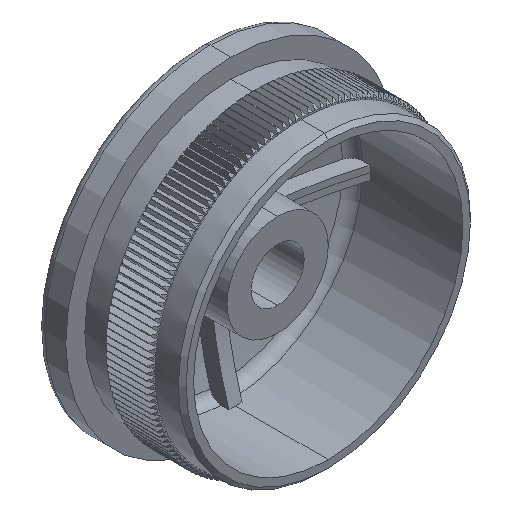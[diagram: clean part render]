
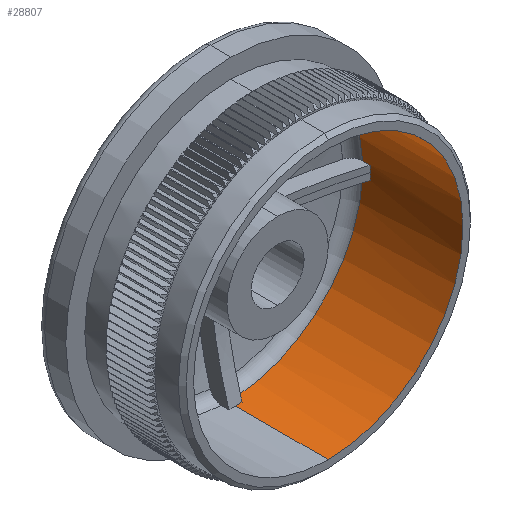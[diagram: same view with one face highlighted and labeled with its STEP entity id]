
A CAD part, isometric view. The second image highlights one B-rep face of the part: STEP entity #28807.
In plain terms, the highlighted cylindrical face has radius 17.3 mm (diameter 34.6 mm), a partial arc.
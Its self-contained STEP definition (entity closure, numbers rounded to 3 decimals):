
#456 = VERTEX_POINT ( 'NONE', #7658 ) ;
#1027 = EDGE_CURVE ( 'NONE', #6693, #8910, #44867, .T. ) ;
#1610 = CIRCLE ( 'NONE', #6108, 17.3 ) ;
#1617 = AXIS2_PLACEMENT_3D ( 'NONE', #7063, #24292, #24736 ) ;
#1770 = AXIS2_PLACEMENT_3D ( 'NONE', #4450, #42536, #42976 ) ;
#2005 = CARTESIAN_POINT ( 'NONE',  ( 0., 0., -17.3 ) ) ;
#2542 = DIRECTION ( 'NONE',  ( 0., -1., 0. ) ) ;
#3381 = VERTEX_POINT ( 'NONE', #10648 ) ;
#3516 = ORIENTED_EDGE ( 'NONE', *, *, #22396, .F. ) ;
#3745 = CARTESIAN_POINT ( 'NONE',  ( 17.279, 19.501, 0.85 ) ) ;
#4205 = CARTESIAN_POINT ( 'NONE',  ( 0., 0., 17.3 ) ) ;
#4450 = CARTESIAN_POINT ( 'NONE',  ( 0., 11.917, 0. ) ) ;
#4686 = CARTESIAN_POINT ( 'NONE',  ( 0., 11.917, 0. ) ) ;
#4866 = DIRECTION ( 'NONE',  ( 0., -1., 0. ) ) ;
#4911 = CARTESIAN_POINT ( 'NONE',  ( 0.85, 11.917, 17.279 ) ) ;
#4965 = DIRECTION ( 'NONE',  ( 0., -1., 0. ) ) ;
#5593 = VECTOR ( 'NONE', #15457, 1000. ) ;
#5771 = VERTEX_POINT ( 'NONE', #4205 ) ;
#6108 = AXIS2_PLACEMENT_3D ( 'NONE', #4686, #29436, #32774 ) ;
#6693 = VERTEX_POINT ( 'NONE', #33687 ) ;
#7063 = CARTESIAN_POINT ( 'NONE',  ( 0., 0., 0. ) ) ;
#7103 = EDGE_CURVE ( 'NONE', #8910, #5771, #11821, .T. ) ;
#7658 = CARTESIAN_POINT ( 'NONE',  ( 0.85, 11.917, -17.279 ) ) ;
#7941 = ORIENTED_EDGE ( 'NONE', *, *, #7103, .T. ) ;
#7999 = DIRECTION ( 'NONE',  ( 0., -1., 0. ) ) ;
#8459 = ORIENTED_EDGE ( 'NONE', *, *, #1027, .T. ) ;
#8815 = CARTESIAN_POINT ( 'NONE',  ( 0., 11.917, 17.3 ) ) ;
#8910 = VERTEX_POINT ( 'NONE', #2005 ) ;
#9177 = EDGE_LOOP ( 'NONE', ( #28006, #20429, #25248, #23897, #34626, #18389, #23471, #27868, #39613, #19715, #3516, #8459, #7941 ) ) ;
#9336 = FACE_OUTER_BOUND ( 'NONE', #9177, .T. ) ;
#9395 = LINE ( 'NONE', #14986, #5593 ) ;
#9652 = VERTEX_POINT ( 'NONE', #4911 ) ;
#9707 = VERTEX_POINT ( 'NONE', #25336 ) ;
#9745 = EDGE_CURVE ( 'NONE', #10085, #456, #9395, .T. ) ;
#10085 = VERTEX_POINT ( 'NONE', #35872 ) ;
#10193 = CARTESIAN_POINT ( 'NONE',  ( 0., 12.872, 0. ) ) ;
#10648 = CARTESIAN_POINT ( 'NONE',  ( 17.279, 12.872, 0.85 ) ) ;
#11301 = VECTOR ( 'NONE', #4866, 1000. ) ;
#11821 = CIRCLE ( 'NONE', #1617, 17.3 ) ;
#11885 = CARTESIAN_POINT ( 'NONE',  ( 17.279, 19.501, -0.85 ) ) ;
#12842 = AXIS2_PLACEMENT_3D ( 'NONE', #28344, #18381, #32447 ) ;
#12862 = CARTESIAN_POINT ( 'NONE',  ( 0., 11.917, 0. ) ) ;
#13297 = EDGE_CURVE ( 'NONE', #9652, #20489, #29405, .T. ) ;
#14107 = EDGE_CURVE ( 'NONE', #23007, #9652, #35863, .T. ) ;
#14533 = DIRECTION ( 'NONE',  ( 0., -1., 0. ) ) ;
#14763 = CARTESIAN_POINT ( 'NONE',  ( 17.279, 11.917, -0.85 ) ) ;
#14986 = CARTESIAN_POINT ( 'NONE',  ( 0.85, 19.501, -17.279 ) ) ;
#15457 = DIRECTION ( 'NONE',  ( 0., -1., 0. ) ) ;
#16236 = DIRECTION ( 'NONE',  ( 0., 0., -1. ) ) ;
#17692 = VERTEX_POINT ( 'NONE', #25669 ) ;
#17700 = VECTOR ( 'NONE', #24469, 1000. ) ;
#18381 = DIRECTION ( 'NONE',  ( 0., -1., 0. ) ) ;
#18389 = ORIENTED_EDGE ( 'NONE', *, *, #27833, .F. ) ;
#18471 = CARTESIAN_POINT ( 'NONE',  ( 0., 16.5, 0. ) ) ;
#18976 = EDGE_CURVE ( 'NONE', #3381, #9707, #22084, .T. ) ;
#19715 = ORIENTED_EDGE ( 'NONE', *, *, #9745, .T. ) ;
#20429 = ORIENTED_EDGE ( 'NONE', *, *, #13297, .F. ) ;
#20489 = VERTEX_POINT ( 'NONE', #8815 ) ;
#21880 = CIRCLE ( 'NONE', #35788, 17.3 ) ;
#22084 = LINE ( 'NONE', #3745, #17700 ) ;
#22396 = EDGE_CURVE ( 'NONE', #6693, #456, #41255, .T. ) ;
#23007 = VERTEX_POINT ( 'NONE', #43375 ) ;
#23471 = ORIENTED_EDGE ( 'NONE', *, *, #30385, .F. ) ;
#23489 = CIRCLE ( 'NONE', #27374, 17.3 ) ;
#23897 = ORIENTED_EDGE ( 'NONE', *, *, #36851, .T. ) ;
#24292 = DIRECTION ( 'NONE',  ( 0., -1., 0. ) ) ;
#24469 = DIRECTION ( 'NONE',  ( 0., -1., 0. ) ) ;
#24736 = DIRECTION ( 'NONE',  ( 0., 0., -1. ) ) ;
#25248 = ORIENTED_EDGE ( 'NONE', *, *, #14107, .F. ) ;
#25336 = CARTESIAN_POINT ( 'NONE',  ( 17.279, 11.917, 0.85 ) ) ;
#25669 = CARTESIAN_POINT ( 'NONE',  ( 17.279, 12.872, -0.85 ) ) ;
#25853 = CARTESIAN_POINT ( 'NONE',  ( 0.85, 19.501, 17.279 ) ) ;
#26567 = DIRECTION ( 'NONE',  ( 0., 1., 0. ) ) ;
#27374 = AXIS2_PLACEMENT_3D ( 'NONE', #12862, #2542, #16236 ) ;
#27730 = CIRCLE ( 'NONE', #32910, 17.3 ) ;
#27833 = EDGE_CURVE ( 'NONE', #42464, #9707, #23489, .T. ) ;
#27868 = ORIENTED_EDGE ( 'NONE', *, *, #38618, .F. ) ;
#28006 = ORIENTED_EDGE ( 'NONE', *, *, #29929, .F. ) ;
#28344 = CARTESIAN_POINT ( 'NONE',  ( 0., 11.917, 0. ) ) ;
#28413 = LINE ( 'NONE', #39648, #41446 ) ;
#28797 = CARTESIAN_POINT ( 'NONE',  ( 0., 16.5, -17.3 ) ) ;
#28807 = ADVANCED_FACE ( 'NONE', ( #9336 ), #32299, .F. ) ;
#29405 = CIRCLE ( 'NONE', #12842, 17.3 ) ;
#29436 = DIRECTION ( 'NONE',  ( 0., -1., 0. ) ) ;
#29929 = EDGE_CURVE ( 'NONE', #20489, #5771, #28413, .T. ) ;
#30325 = VERTEX_POINT ( 'NONE', #14763 ) ;
#30385 = EDGE_CURVE ( 'NONE', #30325, #42464, #1610, .T. ) ;
#32299 = CYLINDRICAL_SURFACE ( 'NONE', #39357, 17.3 ) ;
#32447 = DIRECTION ( 'NONE',  ( 0., 0., -1. ) ) ;
#32672 = DIRECTION ( 'NONE',  ( 0., -1., 0. ) ) ;
#32774 = DIRECTION ( 'NONE',  ( 0., 0., -1. ) ) ;
#32910 = AXIS2_PLACEMENT_3D ( 'NONE', #10193, #34793, #34641 ) ;
#33687 = CARTESIAN_POINT ( 'NONE',  ( 0., 11.917, -17.3 ) ) ;
#33774 = DIRECTION ( 'NONE',  ( 0., 0., -1. ) ) ;
#34626 = ORIENTED_EDGE ( 'NONE', *, *, #18976, .T. ) ;
#34641 = DIRECTION ( 'NONE',  ( 0., 0., -1. ) ) ;
#34793 = DIRECTION ( 'NONE',  ( 0., 1., 0. ) ) ;
#35788 = AXIS2_PLACEMENT_3D ( 'NONE', #37556, #26567, #33774 ) ;
#35863 = LINE ( 'NONE', #25853, #38046 ) ;
#35872 = CARTESIAN_POINT ( 'NONE',  ( 0.85, 12.872, -17.279 ) ) ;
#35896 = LINE ( 'NONE', #11885, #11301 ) ;
#36851 = EDGE_CURVE ( 'NONE', #23007, #3381, #21880, .T. ) ;
#37556 = CARTESIAN_POINT ( 'NONE',  ( 0., 12.872, 0. ) ) ;
#37844 = VECTOR ( 'NONE', #7999, 1000. ) ;
#38046 = VECTOR ( 'NONE', #4965, 1000. ) ;
#38618 = EDGE_CURVE ( 'NONE', #17692, #30325, #35896, .T. ) ;
#38783 = CARTESIAN_POINT ( 'NONE',  ( 17.3, 11.917, 0. ) ) ;
#38810 = EDGE_CURVE ( 'NONE', #17692, #10085, #27730, .T. ) ;
#39357 = AXIS2_PLACEMENT_3D ( 'NONE', #18471, #14533, #42979 ) ;
#39613 = ORIENTED_EDGE ( 'NONE', *, *, #38810, .T. ) ;
#39648 = CARTESIAN_POINT ( 'NONE',  ( 0., 16.5, 17.3 ) ) ;
#41255 = CIRCLE ( 'NONE', #1770, 17.3 ) ;
#41446 = VECTOR ( 'NONE', #32672, 1000. ) ;
#42464 = VERTEX_POINT ( 'NONE', #38783 ) ;
#42536 = DIRECTION ( 'NONE',  ( 0., -1., 0. ) ) ;
#42976 = DIRECTION ( 'NONE',  ( 0., 0., -1. ) ) ;
#42979 = DIRECTION ( 'NONE',  ( 0., 0., -1. ) ) ;
#43375 = CARTESIAN_POINT ( 'NONE',  ( 0.85, 12.872, 17.279 ) ) ;
#44867 = LINE ( 'NONE', #28797, #37844 ) ;
